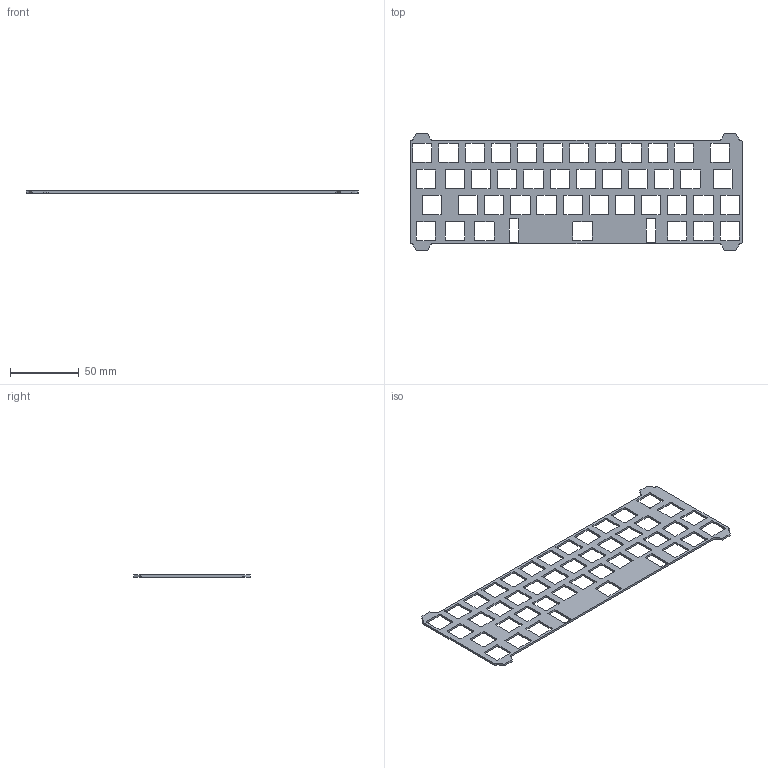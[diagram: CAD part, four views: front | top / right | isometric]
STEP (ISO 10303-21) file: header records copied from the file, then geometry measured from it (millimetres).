
FILE_DESCRIPTION(/* description */ (''),/* implementation_level */ '2;1');
FILE_NAME(/* name */ 'Plate with Full Spacebar.step',/* time_stamp */ '2021-06-21T16:24:35-05:00',/* author */ (''),/* organization */ (''),/* preprocessor_version */ 'ST-DEVELOPER v18.1',/* originating_system */ 'Autodesk Translation Framework v10.9.0.1377',/* authorisation */ '');
FILE_SCHEMA (('AUTOMOTIVE_DESIGN { 1 0 10303 214 3 1 1 }'));
Length unit declared in the file: millimetre
Products named in the file (1): Campsite - Full Spacebar Plate (1mm offset)
Bounding box: 241.84 x 85.15 x 1.5 mm (x, y, z)
Volume: 14607.6 mm3; surface area: 24156.6 mm2
Topology: 1 solids, 1 shells, 394 faces, 1176 edges, 784 vertices
Faces by surface type: plane 202, cylinder 192
Entity records: 13557 total; most frequent: CARTESIAN_POINT 2355, ORIENTED_EDGE 2352, DIRECTION 2350, EDGE_CURVE 1176, LINE 792, VECTOR 792, VERTEX_POINT 784, AXIS2_PLACEMENT_3D 779
